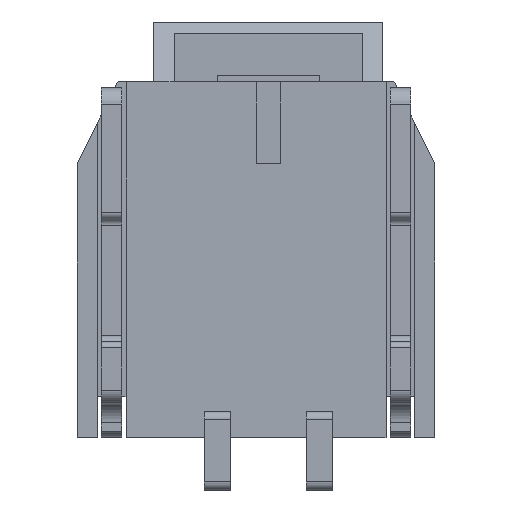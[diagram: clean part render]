
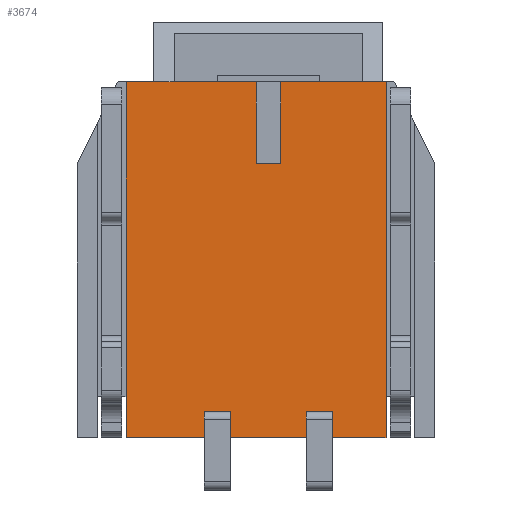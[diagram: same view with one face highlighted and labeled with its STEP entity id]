
A CAD part, front view. The second image highlights one B-rep face of the part: STEP entity #3674.
In plain terms, the highlighted planar face has unit normal (0, -1, 0).
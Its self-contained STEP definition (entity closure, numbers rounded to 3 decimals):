
#259=FACE_OUTER_BOUND('',#451,.T.);
#451=EDGE_LOOP('',(#2455,#2456,#2457,#2458,#2459,#2460,#2461,#2462,#2463,
#2464,#2465,#2466,#2467,#2468,#2469,#2470));
#654=LINE('',#5185,#1109);
#655=LINE('',#5187,#1110);
#656=LINE('',#5189,#1111);
#657=LINE('',#5191,#1112);
#658=LINE('',#5193,#1113);
#659=LINE('',#5195,#1114);
#660=LINE('',#5197,#1115);
#661=LINE('',#5199,#1116);
#662=LINE('',#5201,#1117);
#663=LINE('',#5203,#1118);
#664=LINE('',#5205,#1119);
#665=LINE('',#5207,#1120);
#666=LINE('',#5209,#1121);
#667=LINE('',#5211,#1122);
#668=LINE('',#5213,#1123);
#669=LINE('',#5214,#1124);
#1109=VECTOR('',#4170,0.6);
#1110=VECTOR('',#4171,2.);
#1111=VECTOR('',#4172,3.175);
#1112=VECTOR('',#4173,8.69);
#1113=VECTOR('',#4174,1.908);
#1114=VECTOR('',#4175,0.638);
#1115=VECTOR('',#4176,0.635);
#1116=VECTOR('',#4177,0.638);
#1117=VECTOR('',#4178,1.865);
#1118=VECTOR('',#4179,0.638);
#1119=VECTOR('',#4180,0.635);
#1120=VECTOR('',#4181,0.638);
#1121=VECTOR('',#4182,1.308);
#1122=VECTOR('',#4183,8.69);
#1123=VECTOR('',#4184,2.575);
#1124=VECTOR('',#4185,2.);
#1564=VERTEX_POINT('',#5183);
#1565=VERTEX_POINT('',#5184);
#1566=VERTEX_POINT('',#5186);
#1567=VERTEX_POINT('',#5188);
#1568=VERTEX_POINT('',#5190);
#1569=VERTEX_POINT('',#5192);
#1570=VERTEX_POINT('',#5194);
#1571=VERTEX_POINT('',#5196);
#1572=VERTEX_POINT('',#5198);
#1573=VERTEX_POINT('',#5200);
#1574=VERTEX_POINT('',#5202);
#1575=VERTEX_POINT('',#5204);
#1576=VERTEX_POINT('',#5206);
#1577=VERTEX_POINT('',#5208);
#1578=VERTEX_POINT('',#5210);
#1579=VERTEX_POINT('',#5212);
#1916=EDGE_CURVE('',#1564,#1565,#654,.T.);
#1917=EDGE_CURVE('',#1566,#1564,#655,.T.);
#1918=EDGE_CURVE('',#1567,#1566,#656,.T.);
#1919=EDGE_CURVE('',#1567,#1568,#657,.T.);
#1920=EDGE_CURVE('',#1569,#1568,#658,.T.);
#1921=EDGE_CURVE('',#1569,#1570,#659,.T.);
#1922=EDGE_CURVE('',#1571,#1570,#660,.T.);
#1923=EDGE_CURVE('',#1572,#1571,#661,.T.);
#1924=EDGE_CURVE('',#1573,#1572,#662,.T.);
#1925=EDGE_CURVE('',#1573,#1574,#663,.T.);
#1926=EDGE_CURVE('',#1575,#1574,#664,.T.);
#1927=EDGE_CURVE('',#1576,#1575,#665,.T.);
#1928=EDGE_CURVE('',#1577,#1576,#666,.T.);
#1929=EDGE_CURVE('',#1578,#1577,#667,.T.);
#1930=EDGE_CURVE('',#1579,#1578,#668,.T.);
#1931=EDGE_CURVE('',#1579,#1565,#669,.T.);
#2455=ORIENTED_EDGE('',*,*,#1916,.F.);
#2456=ORIENTED_EDGE('',*,*,#1917,.F.);
#2457=ORIENTED_EDGE('',*,*,#1918,.F.);
#2458=ORIENTED_EDGE('',*,*,#1919,.T.);
#2459=ORIENTED_EDGE('',*,*,#1920,.F.);
#2460=ORIENTED_EDGE('',*,*,#1921,.T.);
#2461=ORIENTED_EDGE('',*,*,#1922,.F.);
#2462=ORIENTED_EDGE('',*,*,#1923,.F.);
#2463=ORIENTED_EDGE('',*,*,#1924,.F.);
#2464=ORIENTED_EDGE('',*,*,#1925,.T.);
#2465=ORIENTED_EDGE('',*,*,#1926,.F.);
#2466=ORIENTED_EDGE('',*,*,#1927,.F.);
#2467=ORIENTED_EDGE('',*,*,#1928,.F.);
#2468=ORIENTED_EDGE('',*,*,#1929,.F.);
#2469=ORIENTED_EDGE('',*,*,#1930,.F.);
#2470=ORIENTED_EDGE('',*,*,#1931,.T.);
#3527=PLANE('',#3880);
#3674=ADVANCED_FACE('',(#259),#3527,.F.);
#3880=AXIS2_PLACEMENT_3D('',#5182,#4168,#4169);
#4168=DIRECTION('center_axis',(0.,1.,0.));
#4169=DIRECTION('ref_axis',(1.,0.,0.));
#4170=DIRECTION('',(1.,0.,0.));
#4171=DIRECTION('',(0.,0.,-1.));
#4172=DIRECTION('',(1.,0.,0.));
#4173=DIRECTION('',(0.,0.,-1.));
#4174=DIRECTION('',(-1.,0.,0.));
#4175=DIRECTION('',(0.,0.,1.));
#4176=DIRECTION('',(-1.,0.,0.));
#4177=DIRECTION('',(0.,0.,1.));
#4178=DIRECTION('',(-1.,0.,0.));
#4179=DIRECTION('',(0.,0.,1.));
#4180=DIRECTION('',(-1.,0.,0.));
#4181=DIRECTION('',(0.,0.,1.));
#4182=DIRECTION('',(-1.,0.,0.));
#4183=DIRECTION('',(0.,0.,-1.));
#4184=DIRECTION('',(1.,0.,0.));
#4185=DIRECTION('',(0.,0.,-1.));
#5182=CARTESIAN_POINT('Origin',(0.,-1.74,0.));
#5183=CARTESIAN_POINT('',(0.,-1.74,2.345));
#5184=CARTESIAN_POINT('',(0.6,-1.74,2.345));
#5185=CARTESIAN_POINT('',(0.,-1.74,2.345));
#5186=CARTESIAN_POINT('',(0.,-1.74,4.345));
#5187=CARTESIAN_POINT('',(0.,-1.74,4.345));
#5188=CARTESIAN_POINT('',(-3.175,-1.74,4.345));
#5189=CARTESIAN_POINT('',(-3.175,-1.74,4.345));
#5190=CARTESIAN_POINT('',(-3.175,-1.74,-4.345));
#5191=CARTESIAN_POINT('',(-3.175,-1.74,4.345));
#5192=CARTESIAN_POINT('',(-1.268,-1.74,-4.345));
#5193=CARTESIAN_POINT('',(-1.268,-1.74,-4.345));
#5194=CARTESIAN_POINT('',(-1.268,-1.74,-3.707));
#5195=CARTESIAN_POINT('',(-1.268,-1.74,-4.345));
#5196=CARTESIAN_POINT('',(-0.633,-1.74,-3.707));
#5197=CARTESIAN_POINT('',(-0.633,-1.74,-3.707));
#5198=CARTESIAN_POINT('',(-0.633,-1.74,-4.345));
#5199=CARTESIAN_POINT('',(-0.633,-1.74,-4.345));
#5200=CARTESIAN_POINT('',(1.233,-1.74,-4.345));
#5201=CARTESIAN_POINT('',(1.233,-1.74,-4.345));
#5202=CARTESIAN_POINT('',(1.233,-1.74,-3.707));
#5203=CARTESIAN_POINT('',(1.233,-1.74,-4.345));
#5204=CARTESIAN_POINT('',(1.868,-1.74,-3.707));
#5205=CARTESIAN_POINT('',(1.868,-1.74,-3.707));
#5206=CARTESIAN_POINT('',(1.868,-1.74,-4.345));
#5207=CARTESIAN_POINT('',(1.868,-1.74,-4.345));
#5208=CARTESIAN_POINT('',(3.175,-1.74,-4.345));
#5209=CARTESIAN_POINT('',(3.175,-1.74,-4.345));
#5210=CARTESIAN_POINT('',(3.175,-1.74,4.345));
#5211=CARTESIAN_POINT('',(3.175,-1.74,4.345));
#5212=CARTESIAN_POINT('',(0.6,-1.74,4.345));
#5213=CARTESIAN_POINT('',(0.6,-1.74,4.345));
#5214=CARTESIAN_POINT('',(0.6,-1.74,4.345));
